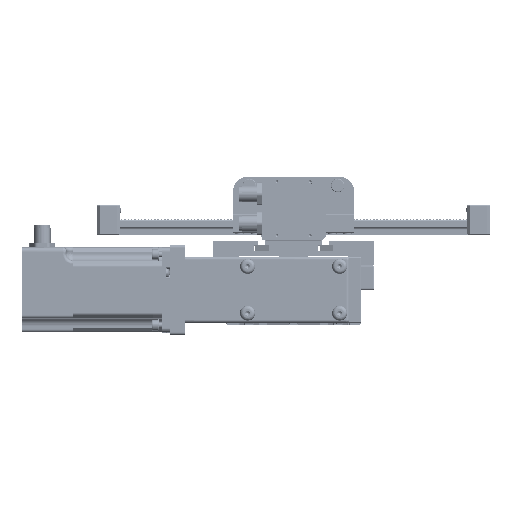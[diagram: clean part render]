
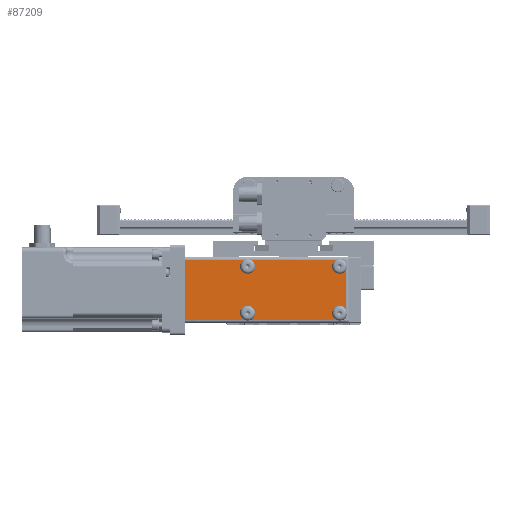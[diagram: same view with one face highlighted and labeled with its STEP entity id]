
A CAD part, top view. The second image highlights one B-rep face of the part: STEP entity #87209.
In plain terms, the highlighted planar face has unit normal (0, 0, 1).
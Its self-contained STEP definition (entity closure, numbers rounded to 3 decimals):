
#7934=CIRCLE('',#95485,5.);
#7937=CIRCLE('',#95488,5.);
#7945=CIRCLE('',#95502,5.);
#7949=CIRCLE('',#95509,5.);
#7954=CIRCLE('',#95519,5.);
#7955=CIRCLE('',#95520,5.);
#12153=FACE_OUTER_BOUND('',#17147,.T.);
#17147=EDGE_LOOP('',(#73059,#73060,#73061,#73062,#73063,#73064,#73065,#73066,
#73067,#73068,#73069,#73070));
#23936=LINE('',#145875,#31997);
#23937=LINE('',#145887,#31998);
#23943=LINE('',#145925,#32004);
#23945=LINE('',#145942,#32006);
#23947=LINE('',#145957,#32008);
#23949=LINE('',#145962,#32010);
#31997=VECTOR('',#114217,10.);
#31998=VECTOR('',#114218,10.);
#32004=VECTOR('',#114228,10.);
#32006=VECTOR('',#114234,10.);
#32008=VECTOR('',#114238,10.);
#32010=VECTOR('',#114246,10.);
#40571=VERTEX_POINT('',#145857);
#40574=VERTEX_POINT('',#145872);
#40575=VERTEX_POINT('',#145874);
#40576=VERTEX_POINT('',#145876);
#40577=VERTEX_POINT('',#145892);
#40582=VERTEX_POINT('',#145918);
#40583=VERTEX_POINT('',#145929);
#40584=VERTEX_POINT('',#145930);
#40585=VERTEX_POINT('',#145941);
#40587=VERTEX_POINT('',#145946);
#40588=VERTEX_POINT('',#145968);
#40607=VERTEX_POINT('',#146031);
#51858=EDGE_CURVE('',#40574,#40575,#23936,.T.);
#51860=EDGE_CURVE('',#40576,#40571,#23937,.T.);
#51870=EDGE_CURVE('',#40582,#40577,#23943,.T.);
#51873=EDGE_CURVE('',#40584,#40585,#23945,.T.);
#51877=EDGE_CURVE('',#40587,#40583,#23947,.T.);
#51879=EDGE_CURVE('',#40585,#40574,#23949,.T.);
#51882=EDGE_CURVE('',#40588,#40583,#7934,.T.);
#51886=EDGE_CURVE('',#40584,#40588,#7937,.T.);
#51898=EDGE_CURVE('',#40582,#40571,#7945,.T.);
#51904=EDGE_CURVE('',#40587,#40577,#7949,.T.);
#51912=EDGE_CURVE('',#40607,#40575,#7954,.T.);
#51914=EDGE_CURVE('',#40576,#40607,#7955,.T.);
#73059=ORIENTED_EDGE('',*,*,#51858,.F.);
#73060=ORIENTED_EDGE('',*,*,#51879,.F.);
#73061=ORIENTED_EDGE('',*,*,#51873,.F.);
#73062=ORIENTED_EDGE('',*,*,#51886,.T.);
#73063=ORIENTED_EDGE('',*,*,#51882,.T.);
#73064=ORIENTED_EDGE('',*,*,#51877,.F.);
#73065=ORIENTED_EDGE('',*,*,#51904,.T.);
#73066=ORIENTED_EDGE('',*,*,#51870,.F.);
#73067=ORIENTED_EDGE('',*,*,#51898,.T.);
#73068=ORIENTED_EDGE('',*,*,#51860,.F.);
#73069=ORIENTED_EDGE('',*,*,#51914,.T.);
#73070=ORIENTED_EDGE('',*,*,#51912,.T.);
#83065=PLANE('',#95522);
#87209=ADVANCED_FACE('',(#12153),#83065,.T.);
#95485=AXIS2_PLACEMENT_3D('',#145969,#114257,#114258);
#95488=AXIS2_PLACEMENT_3D('',#145975,#114264,#114265);
#95502=AXIS2_PLACEMENT_3D('',#146002,#114296,#114297);
#95509=AXIS2_PLACEMENT_3D('',#146014,#114312,#114313);
#95519=AXIS2_PLACEMENT_3D('',#146032,#114335,#114336);
#95520=AXIS2_PLACEMENT_3D('',#146034,#114338,#114339);
#95522=AXIS2_PLACEMENT_3D('',#146037,#114343,#114344);
#114217=DIRECTION('',(-1.,0.,0.));
#114218=DIRECTION('',(-1.,0.,0.));
#114228=DIRECTION('',(0.,1.,0.));
#114234=DIRECTION('',(1.,0.,0.));
#114238=DIRECTION('',(1.,0.,0.));
#114246=DIRECTION('',(0.,-1.,0.));
#114257=DIRECTION('center_axis',(0.,0.,-1.));
#114258=DIRECTION('ref_axis',(1.,0.,0.));
#114264=DIRECTION('center_axis',(0.,0.,-1.));
#114265=DIRECTION('ref_axis',(1.,0.,0.));
#114296=DIRECTION('center_axis',(0.,0.,-1.));
#114297=DIRECTION('ref_axis',(1.,0.,0.));
#114312=DIRECTION('center_axis',(0.,0.,-1.));
#114313=DIRECTION('ref_axis',(1.,0.,0.));
#114335=DIRECTION('center_axis',(0.,0.,-1.));
#114336=DIRECTION('ref_axis',(1.,0.,0.));
#114338=DIRECTION('center_axis',(0.,0.,-1.));
#114339=DIRECTION('ref_axis',(1.,0.,0.));
#114343=DIRECTION('center_axis',(0.,0.,1.));
#114344=DIRECTION('ref_axis',(1.,0.,0.));
#145857=CARTESIAN_POINT('',(-58.321,-20.,27.5));
#145872=CARTESIAN_POINT('',(42.,-20.,27.5));
#145874=CARTESIAN_POINT('',(2.679,-20.,27.5));
#145875=CARTESIAN_POINT('',(14.75,-20.,27.5));
#145876=CARTESIAN_POINT('',(-1.679,-20.,27.5));
#145887=CARTESIAN_POINT('',(14.75,-20.,27.5));
#145892=CARTESIAN_POINT('',(-65.,13.321,27.5));
#145918=CARTESIAN_POINT('',(-65.,-13.321,27.5));
#145925=CARTESIAN_POINT('',(-65.,-11.,27.5));
#145929=CARTESIAN_POINT('',(-1.679,20.,27.5));
#145930=CARTESIAN_POINT('',(2.679,20.,27.5));
#145941=CARTESIAN_POINT('',(42.,20.,27.5));
#145942=CARTESIAN_POINT('',(-39.75,20.,27.5));
#145946=CARTESIAN_POINT('',(-58.321,20.,27.5));
#145957=CARTESIAN_POINT('',(-39.75,20.,27.5));
#145962=CARTESIAN_POINT('',(42.,22.,27.5));
#145968=CARTESIAN_POINT('',(-4.5,15.5,27.5));
#145969=CARTESIAN_POINT('Origin',(0.5,15.5,27.5));
#145975=CARTESIAN_POINT('Origin',(0.5,15.5,27.5));
#146002=CARTESIAN_POINT('Origin',(-60.5,-15.5,27.5));
#146014=CARTESIAN_POINT('Origin',(-60.5,15.5,27.5));
#146031=CARTESIAN_POINT('',(-4.5,-15.5,27.5));
#146032=CARTESIAN_POINT('Origin',(0.5,-15.5,27.5));
#146034=CARTESIAN_POINT('Origin',(0.5,-15.5,27.5));
#146037=CARTESIAN_POINT('Origin',(-12.5,0.,27.5));
